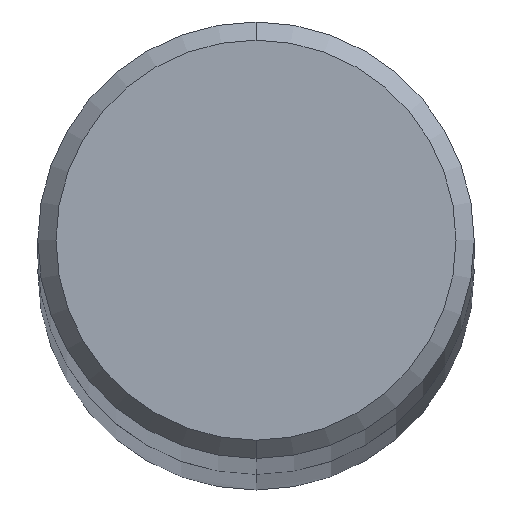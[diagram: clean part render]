
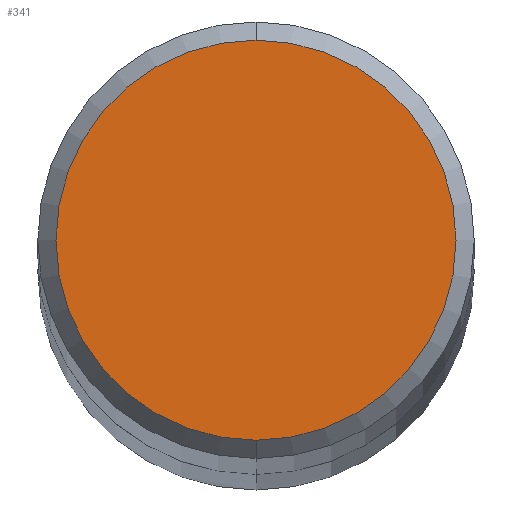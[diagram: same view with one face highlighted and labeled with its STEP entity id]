
A CAD part, top view. The second image highlights one B-rep face of the part: STEP entity #341.
In plain terms, the highlighted planar face has unit normal (0, 0, 1).
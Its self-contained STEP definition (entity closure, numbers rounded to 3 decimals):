
#181=VERTEX_POINT('',#454);
#193=EDGE_CURVE('',#181,#347,#466,.T.);
#305=EDGE_CURVE('',#347,#181,#592,.T.);
#341=ADVANCED_FACE('',(#631),#632,.T.);
#347=VERTEX_POINT('',#638);
#454=CARTESIAN_POINT('',(0.0,1.1,48.0));
#466=CIRCLE('',#768,1.1);
#592=CIRCLE('',#1129,1.1);
#631=FACE_OUTER_BOUND('',#1250,.T.);
#632=PLANE('',#1251);
#638=CARTESIAN_POINT('',(0.,-1.1,48.0));
#768=AXIS2_PLACEMENT_3D('',#1397,#1398,#1399);
#1129=AXIS2_PLACEMENT_3D('',#1550,#1551,#1552);
#1250=EDGE_LOOP('',(#1601,#1602));
#1251=AXIS2_PLACEMENT_3D('',#1603,#1604,#1605);
#1397=CARTESIAN_POINT('',(0.0,0.0,48.0));
#1398=DIRECTION('',(0.0,0.0,-1.0));
#1399=DIRECTION('',(0.0,1.0,0.0));
#1550=CARTESIAN_POINT('',(0.0,0.0,48.0));
#1551=DIRECTION('',(0.0,0.0,-1.0));
#1552=DIRECTION('',(0.0,1.0,0.0));
#1601=ORIENTED_EDGE('',*,*,#193,.F.);
#1602=ORIENTED_EDGE('',*,*,#305,.F.);
#1603=CARTESIAN_POINT('',(0.0,0.55,48.0));
#1604=DIRECTION('',(-0.0,0.0,1.0));
#1605=DIRECTION('',(0.0,-1.0,0.0));
